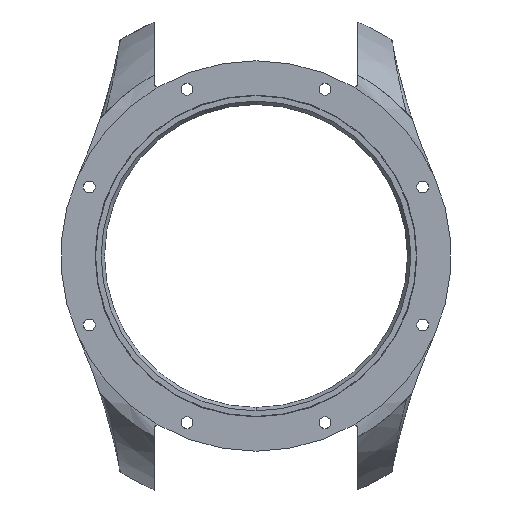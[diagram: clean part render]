
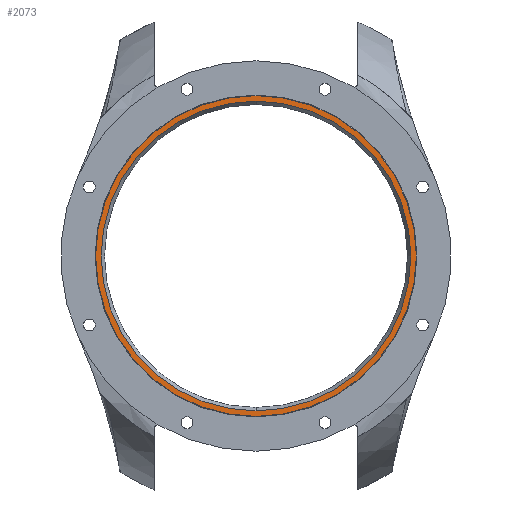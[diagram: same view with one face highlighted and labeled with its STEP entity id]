
A CAD part, front view. The second image highlights one B-rep face of the part: STEP entity #2073.
In plain terms, the highlighted planar face has unit normal (0, -1, 0).
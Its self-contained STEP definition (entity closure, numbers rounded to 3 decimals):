
#29 = DIRECTION ( 'NONE',  ( 0., 1., 0. ) ) ;
#52 = EDGE_CURVE ( 'NONE', #7169, #6128, #5519, .T. ) ;
#64 = DIRECTION ( 'NONE',  ( 0., 0., -1. ) ) ;
#378 = DIRECTION ( 'NONE',  ( 0., 0., -1. ) ) ;
#598 = DIRECTION ( 'NONE',  ( 0., 0., -1. ) ) ;
#639 = CARTESIAN_POINT ( 'NONE',  ( 0., -0.6, -18.25 ) ) ;
#842 = CARTESIAN_POINT ( 'NONE',  ( 0., -0.6, -18.902 ) ) ;
#1056 = AXIS2_PLACEMENT_3D ( 'NONE', #6611, #7273, #2398 ) ;
#1086 = AXIS2_PLACEMENT_3D ( 'NONE', #2564, #4955, #378 ) ;
#1172 = DIRECTION ( 'NONE',  ( 0., 1., 0. ) ) ;
#1506 = CARTESIAN_POINT ( 'NONE',  ( 0., -0.6, 18.902 ) ) ;
#1718 = CARTESIAN_POINT ( 'NONE',  ( 0., -0.6, 0. ) ) ;
#1814 = CIRCLE ( 'NONE', #1056, 18.902 ) ;
#1972 = ORIENTED_EDGE ( 'NONE', *, *, #52, .T. ) ;
#2073 = ADVANCED_FACE ( 'NONE', ( #6031, #3081 ), #4188, .T. ) ;
#2102 = ORIENTED_EDGE ( 'NONE', *, *, #3285, .T. ) ;
#2398 = DIRECTION ( 'NONE',  ( 0., 0., -1. ) ) ;
#2449 = CARTESIAN_POINT ( 'NONE',  ( 0., -0.6, 0. ) ) ;
#2564 = CARTESIAN_POINT ( 'NONE',  ( 0., -0.6, 0. ) ) ;
#2581 = ORIENTED_EDGE ( 'NONE', *, *, #6503, .T. ) ;
#2590 = CARTESIAN_POINT ( 'NONE',  ( 0., -0.6, 18.25 ) ) ;
#3081 = FACE_BOUND ( 'NONE', #3739, .T. ) ;
#3133 = VERTEX_POINT ( 'NONE', #842 ) ;
#3285 = EDGE_CURVE ( 'NONE', #3133, #5747, #1814, .T. ) ;
#3336 = AXIS2_PLACEMENT_3D ( 'NONE', #1718, #1172, #4101 ) ;
#3739 = EDGE_LOOP ( 'NONE', ( #1972, #2581 ) ) ;
#3939 = EDGE_CURVE ( 'NONE', #5747, #3133, #5466, .T. ) ;
#4101 = DIRECTION ( 'NONE',  ( 0., 0., -1. ) ) ;
#4188 = PLANE ( 'NONE',  #7024 ) ;
#4955 = DIRECTION ( 'NONE',  ( 0., -1., 0. ) ) ;
#5466 = CIRCLE ( 'NONE', #1086, 18.902 ) ;
#5519 = CIRCLE ( 'NONE', #6510, 18.25 ) ;
#5670 = ORIENTED_EDGE ( 'NONE', *, *, #3939, .T. ) ;
#5747 = VERTEX_POINT ( 'NONE', #1506 ) ;
#5994 = CARTESIAN_POINT ( 'NONE',  ( 0., -0.6, 0. ) ) ;
#6031 = FACE_OUTER_BOUND ( 'NONE', #6336, .T. ) ;
#6128 = VERTEX_POINT ( 'NONE', #2590 ) ;
#6336 = EDGE_LOOP ( 'NONE', ( #5670, #2102 ) ) ;
#6503 = EDGE_CURVE ( 'NONE', #6128, #7169, #7456, .T. ) ;
#6510 = AXIS2_PLACEMENT_3D ( 'NONE', #2449, #29, #64 ) ;
#6611 = CARTESIAN_POINT ( 'NONE',  ( 0., -0.6, 0. ) ) ;
#6679 = DIRECTION ( 'NONE',  ( 0., -1., 0. ) ) ;
#7024 = AXIS2_PLACEMENT_3D ( 'NONE', #5994, #6679, #598 ) ;
#7169 = VERTEX_POINT ( 'NONE', #639 ) ;
#7273 = DIRECTION ( 'NONE',  ( 0., -1., 0. ) ) ;
#7456 = CIRCLE ( 'NONE', #3336, 18.25 ) ;
